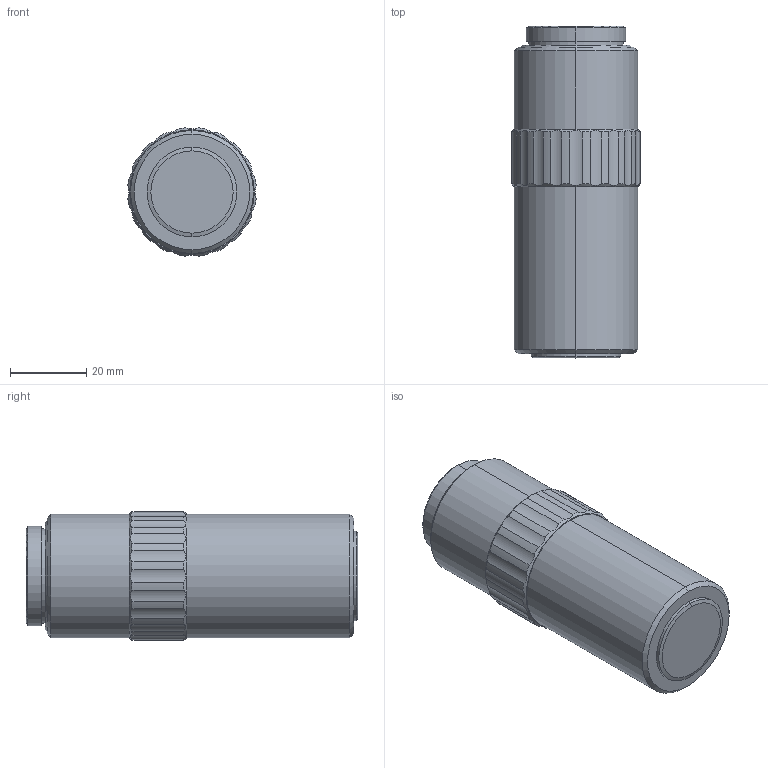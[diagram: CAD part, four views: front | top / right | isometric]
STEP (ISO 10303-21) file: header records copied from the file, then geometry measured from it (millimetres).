
FILE_DESCRIPTION (( 'STEP AP203' ), '1' );
FILE_NAME ('690004.STEP', '2022-05-11T03:38:38', ( '' ), ( '' ), 'SwSTEP 2.0', 'SolidWorks 2020', '' );
FILE_SCHEMA (( 'CONFIG_CONTROL_DESIGN' ));
Length unit declared in the file: millimetre
Products named in the file (1): 690004
Bounding box: 33.6 x 86.8 x 33.6 mm (x, y, z)
Volume: 69568.1 mm3; surface area: 10335.4 mm2
Topology: 1 solids, 1 shells, 73 faces, 185 edges, 120 vertices
Faces by surface type: cylinder 51, cone 14, plane 8
Entity records: 2648 total; most frequent: CARTESIAN_POINT 823, ORIENTED_EDGE 370, DIRECTION 365, EDGE_CURVE 185, AXIS2_PLACEMENT_3D 150, VERTEX_POINT 120, EDGE_LOOP 79, CIRCLE 76
